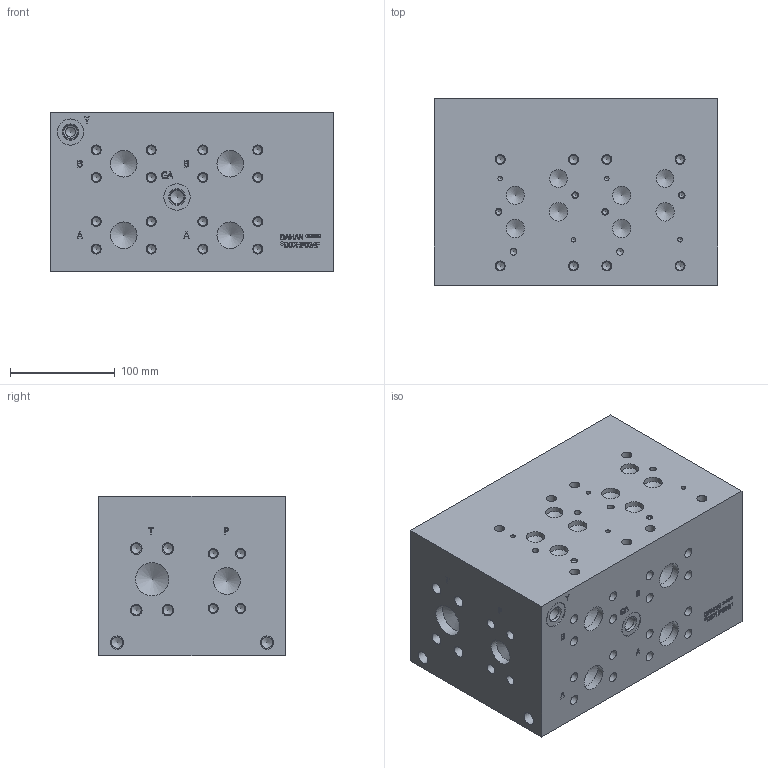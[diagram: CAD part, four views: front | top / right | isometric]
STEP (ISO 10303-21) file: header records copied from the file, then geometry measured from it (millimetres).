
FILE_DESCRIPTION(/* description */ (''),/* implementation_level */ '2;1');
FILE_NAME(/* name */ '_D07HP024F.stp',/* time_stamp */ '2022-10-24T13:59:58-04:00',/* author */ ('mikeh'),/* organization */ (''),/* preprocessor_version */ 'ST-DEVELOPER v18',/* originating_system */ 'Autodesk Inventor 2020',/* authorisation */ '');
FILE_SCHEMA (('AUTOMOTIVE_DESIGN { 1 0 10303 214 3 1 1 }'));
Length unit declared in the file: millimetre
Products named in the file (1): Part_AD07HP024F_3D
Bounding box: 269.88 x 177.8 x 152.4 mm (x, y, z)
Volume: 7137389.3 mm3; surface area: 286063.2 mm2
Topology: 1 solids, 1 shells, 733 faces, 2018 edges, 1386 vertices
Faces by surface type: plane 410, cylinder 128, bspline 117, cone 78
Full cylindrical faces by diameter (mm): 4.369 x4, 5.105 x4, 6.35 x6, 7.925 x32, 9.347 x8, 9.525 x33, 10.719 x4, 11.125 x8, 12.294 x1, 12.7 x4, 12.9 x1, 12.903 x1, 14.275 x2, 14.529 x2, 16.662 x2, 17.475 x6, 25.019 x2, 25.4 x6, 31.75 x2
Entity records: 24268 total; most frequent: CARTESIAN_POINT 5587, ORIENTED_EDGE 3892, DIRECTION 3408, EDGE_CURVE 1946, VERTEX_POINT 1386, LINE 1250, VECTOR 1250, AXIS2_PLACEMENT_3D 1079
